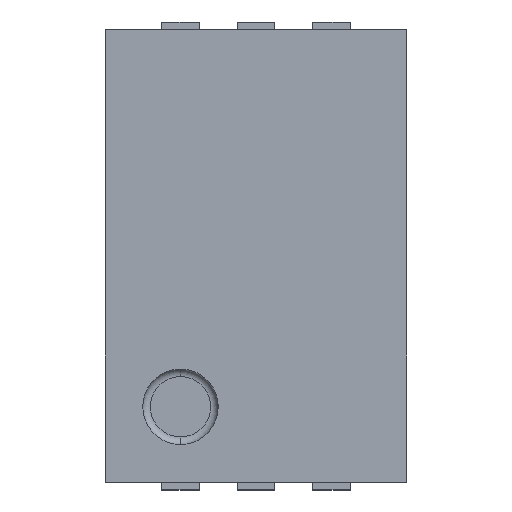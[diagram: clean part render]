
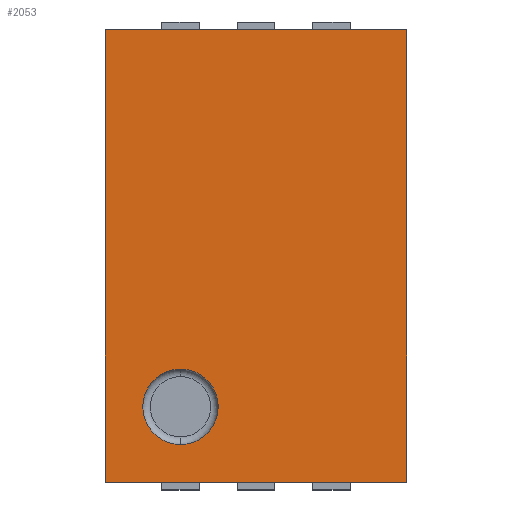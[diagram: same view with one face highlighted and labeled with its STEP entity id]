
A CAD part, top view. The second image highlights one B-rep face of the part: STEP entity #2053.
In plain terms, the highlighted planar face has unit normal (0, 0, 1).
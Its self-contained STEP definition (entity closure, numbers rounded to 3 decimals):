
#1875 = CARTESIAN_POINT ( 'NONE',  ( -0.5, -0.75, 0.8 ) ) ;
#1876 = VERTEX_POINT ( 'NONE', #1875 ) ;
#1884 = CARTESIAN_POINT ( 'NONE',  ( -0.5, -1.25, 0.8 ) ) ;
#1885 = VERTEX_POINT ( 'NONE', #1884 ) ;
#1886 = CARTESIAN_POINT ( 'NONE',  ( -0.5, -1., 0.8 ) ) ;
#1887 = DIRECTION ( 'NONE',  ( 0., 0., 1. ) ) ;
#1888 = DIRECTION ( 'NONE',  ( 0., -1., 0. ) ) ;
#1889 = AXIS2_PLACEMENT_3D ( 'NONE', #1886, #1887, #1888 ) ;
#1890 = CIRCLE ( 'NONE', #1889, 0.25) ;
#1891 = EDGE_CURVE ( 'NONE', #1876, #1885, #1890, .T. ) ;
#1918 = CARTESIAN_POINT ( 'NONE',  ( -1., -1.5, 0.8 ) ) ;
#1919 = VERTEX_POINT ( 'NONE', #1918 ) ;
#1926 = CARTESIAN_POINT ( 'NONE',  ( -1., 1.5, 0.8 ) ) ;
#1927 = VERTEX_POINT ( 'NONE', #1926 ) ;
#1928 = CARTESIAN_POINT ( 'NONE',  ( -1., -1.5, 0.8 ) ) ;
#1929 = DIRECTION ( 'NONE',  ( 0., -1., 0. ) ) ;
#1930 = VECTOR ( 'NONE', #1929, 1000. ) ;
#1931 = LINE ( 'NONE', #1928, #1930 ) ;
#1932 = EDGE_CURVE ( 'NONE', #1927, #1919, #1931, .T. ) ;
#1956 = CARTESIAN_POINT ( 'NONE',  ( 1., -1.5, 0.8 ) ) ;
#1957 = VERTEX_POINT ( 'NONE', #1956 ) ;
#1964 = CARTESIAN_POINT ( 'NONE',  ( 1., -1.5, 0.8 ) ) ;
#1965 = DIRECTION ( 'NONE',  ( 1., 0., 0. ) ) ;
#1966 = VECTOR ( 'NONE', #1965, 1000. ) ;
#1967 = LINE ( 'NONE', #1964, #1966 ) ;
#1968 = EDGE_CURVE ( 'NONE', #1919, #1957, #1967, .T. ) ;
#1987 = CARTESIAN_POINT ( 'NONE',  ( 1., 1.5, 0.8 ) ) ;
#1988 = VERTEX_POINT ( 'NONE', #1987 ) ;
#1995 = CARTESIAN_POINT ( 'NONE',  ( 1., -1.5, 0.8 ) ) ;
#1996 = DIRECTION ( 'NONE',  ( 0., 1., 0. ) ) ;
#1997 = VECTOR ( 'NONE', #1996, 1000. ) ;
#1998 = LINE ( 'NONE', #1995, #1997 ) ;
#1999 = EDGE_CURVE ( 'NONE', #1957, #1988, #1998, .T. ) ;
#2017 = CARTESIAN_POINT ( 'NONE',  ( 1., 1.5, 0.8 ) ) ;
#2018 = DIRECTION ( 'NONE',  ( -1., 0., 0. ) ) ;
#2019 = VECTOR ( 'NONE', #2018, 1000. ) ;
#2020 = LINE ( 'NONE', #2017, #2019 ) ;
#2021 = EDGE_CURVE ( 'NONE', #1988, #1927, #2020, .T. ) ;
#2032 = CARTESIAN_POINT ( 'NONE',  ( -0.5, -1., 0.8 ) ) ;
#2033 = DIRECTION ( 'NONE',  ( 0., 0., 1. ) ) ;
#2034 = DIRECTION ( 'NONE',  ( 0., -1., 0. ) ) ;
#2035 = AXIS2_PLACEMENT_3D ( 'NONE', #2032, #2033, #2034 ) ;
#2036 = CIRCLE ( 'NONE', #2035, 0.25) ;
#2037 = EDGE_CURVE ( 'NONE', #1885, #1876, #2036, .T. ) ;
#2038 = ORIENTED_EDGE ( 'NONE', *, *, #2037, .F. ) ;
#2039 = ORIENTED_EDGE ( 'NONE', *, *, #1891, .F. ) ;
#2040 = EDGE_LOOP ( 'NONE', ( #2038, #2039 ) ) ;
#2041 = FACE_BOUND ( 'NONE', #2040, .T. ) ;
#2042 = ORIENTED_EDGE ( 'NONE', *, *, #1932, .T. ) ;
#2043 = ORIENTED_EDGE ( 'NONE', *, *, #1968, .T. ) ;
#2044 = ORIENTED_EDGE ( 'NONE', *, *, #1999, .T. ) ;
#2045 = ORIENTED_EDGE ( 'NONE', *, *, #2021, .T. ) ;
#2046 = EDGE_LOOP ( 'NONE', ( #2042, #2043, #2044, #2045 ) ) ;
#2047 = FACE_OUTER_BOUND ( 'NONE', #2046, .T. ) ;
#2048 = CARTESIAN_POINT ( 'NONE',  ( 0., 0., 0.8 ) ) ;
#2049 = DIRECTION ( 'NONE',  ( 0., 0., 1. ) ) ;
#2050 = DIRECTION ( 'NONE',  ( 0., -1., 0. ) ) ;
#2051 = AXIS2_PLACEMENT_3D ( 'NONE', #2048, #2049, #2050 ) ;
#2052 = PLANE ( 'NONE', #2051 ) ;
#2053 = ADVANCED_FACE ( 'NONE', ( #2041, #2047 ), #2052, .T. ) ;
